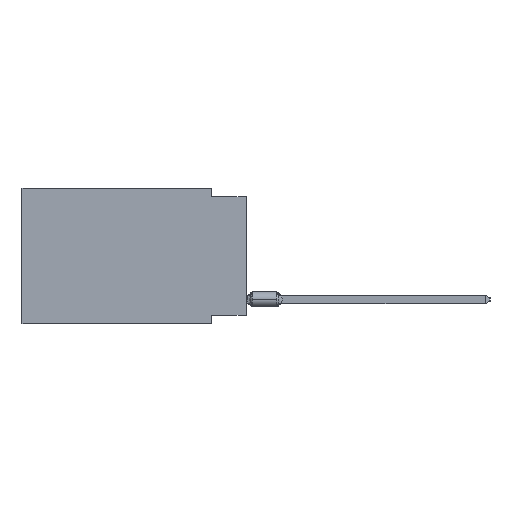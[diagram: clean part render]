
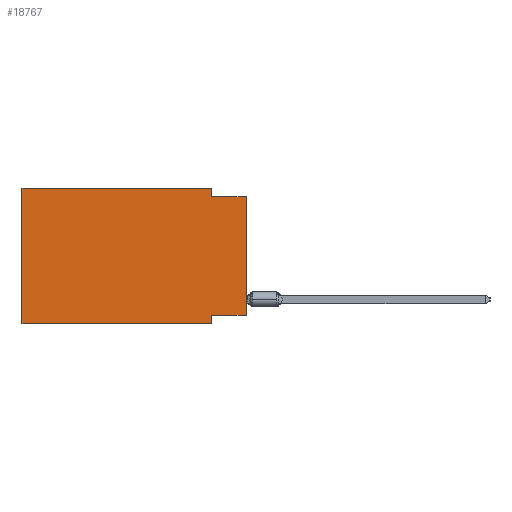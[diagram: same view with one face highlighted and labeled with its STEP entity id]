
A CAD part, left-side view. The second image highlights one B-rep face of the part: STEP entity #18767.
In plain terms, the highlighted planar face has unit normal (-1, 0, 0).
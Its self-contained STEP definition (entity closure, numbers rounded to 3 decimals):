
#67 = CARTESIAN_POINT ( 'NONE',  ( 0., 2.54, 0. ) ) ;
#323 = DIRECTION ( 'NONE',  ( 0., 0., -1. ) ) ;
#4957 = CARTESIAN_POINT ( 'NONE',  ( 0., 0., -9.271 ) ) ;
#5101 = ORIENTED_EDGE ( 'NONE', *, *, #5754, .F. ) ;
#5665 = DIRECTION ( 'NONE',  ( 0., -1., 0. ) ) ;
#5729 = CARTESIAN_POINT ( 'NONE',  ( 0., 16.383, 0. ) ) ;
#5754 = EDGE_CURVE ( 'NONE', #49862, #9258, #22843, .T. ) ;
#7080 = DIRECTION ( 'NONE',  ( 0., 0., 1. ) ) ;
#7949 = LINE ( 'NONE', #23738, #38077 ) ;
#8289 = VECTOR ( 'NONE', #38632, 1000. ) ;
#9258 = VERTEX_POINT ( 'NONE', #37562 ) ;
#9826 = DIRECTION ( 'NONE',  ( 0., -1., 0. ) ) ;
#10031 = VERTEX_POINT ( 'NONE', #36901 ) ;
#10962 = CARTESIAN_POINT ( 'NONE',  ( 0., 0., 0. ) ) ;
#11601 = CARTESIAN_POINT ( 'NONE',  ( 0., 2.54, -9.906 ) ) ;
#12868 = FACE_OUTER_BOUND ( 'NONE', #30581, .T. ) ;
#14575 = EDGE_CURVE ( 'NONE', #23809, #10031, #41902, .T. ) ;
#15316 = CARTESIAN_POINT ( 'NONE',  ( 0., 16.383, 0. ) ) ;
#15793 = VERTEX_POINT ( 'NONE', #11601 ) ;
#16675 = ORIENTED_EDGE ( 'NONE', *, *, #14575, .F. ) ;
#17271 = DIRECTION ( 'NONE',  ( 0., 0., -1. ) ) ;
#18524 = EDGE_CURVE ( 'NONE', #49862, #15793, #30017, .T. ) ;
#18767 = ADVANCED_FACE ( 'NONE', ( #12868 ), #40577, .F. ) ;
#20116 = DIRECTION ( 'NONE',  ( 1., 0., 0. ) ) ;
#20551 = ORIENTED_EDGE ( 'NONE', *, *, #45847, .T. ) ;
#20693 = VERTEX_POINT ( 'NONE', #37650 ) ;
#21024 = DIRECTION ( 'NONE',  ( 0., -1., 0. ) ) ;
#21334 = EDGE_CURVE ( 'NONE', #20693, #44748, #24113, .T. ) ;
#21522 = LINE ( 'NONE', #5729, #39196 ) ;
#22843 = LINE ( 'NONE', #15316, #8289 ) ;
#22849 = AXIS2_PLACEMENT_3D ( 'NONE', #28664, #20116, #17271 ) ;
#23738 = CARTESIAN_POINT ( 'NONE',  ( 0., 2.54, -9.906 ) ) ;
#23809 = VERTEX_POINT ( 'NONE', #50854 ) ;
#24113 = LINE ( 'NONE', #4957, #34908 ) ;
#24791 = CARTESIAN_POINT ( 'NONE',  ( 0., 16.383, -9.906 ) ) ;
#24913 = LINE ( 'NONE', #67, #44795 ) ;
#25750 = LINE ( 'NONE', #10962, #32262 ) ;
#25873 = CARTESIAN_POINT ( 'NONE',  ( 0., 0., -0.635 ) ) ;
#26281 = ORIENTED_EDGE ( 'NONE', *, *, #33133, .F. ) ;
#27462 = ORIENTED_EDGE ( 'NONE', *, *, #18524, .T. ) ;
#28664 = CARTESIAN_POINT ( 'NONE',  ( 0., 16.383, 0. ) ) ;
#30017 = LINE ( 'NONE', #45777, #43505 ) ;
#30314 = CARTESIAN_POINT ( 'NONE',  ( 0., 2.54, -9.271 ) ) ;
#30581 = EDGE_LOOP ( 'NONE', ( #20551, #16675, #26281, #41047, #5101, #27462, #40477, #47627 ) ) ;
#32083 = EDGE_CURVE ( 'NONE', #44748, #15793, #7949, .T. ) ;
#32262 = VECTOR ( 'NONE', #7080, 1000. ) ;
#33133 = EDGE_CURVE ( 'NONE', #35266, #23809, #24913, .T. ) ;
#34908 = VECTOR ( 'NONE', #39903, 1000. ) ;
#35266 = VERTEX_POINT ( 'NONE', #44457 ) ;
#36901 = CARTESIAN_POINT ( 'NONE',  ( 0., 0., -0.635 ) ) ;
#37562 = CARTESIAN_POINT ( 'NONE',  ( 0., 16.383, 0. ) ) ;
#37650 = CARTESIAN_POINT ( 'NONE',  ( 0., 0., -9.271 ) ) ;
#38077 = VECTOR ( 'NONE', #39531, 1000. ) ;
#38632 = DIRECTION ( 'NONE',  ( 0., 0., 1. ) ) ;
#39196 = VECTOR ( 'NONE', #21024, 1000. ) ;
#39531 = DIRECTION ( 'NONE',  ( 0., 0., -1. ) ) ;
#39903 = DIRECTION ( 'NONE',  ( 0., 1., 0. ) ) ;
#40477 = ORIENTED_EDGE ( 'NONE', *, *, #32083, .F. ) ;
#40577 = PLANE ( 'NONE',  #22849 ) ;
#41047 = ORIENTED_EDGE ( 'NONE', *, *, #44472, .F. ) ;
#41535 = VECTOR ( 'NONE', #5665, 1000. ) ;
#41902 = LINE ( 'NONE', #25873, #41535 ) ;
#43505 = VECTOR ( 'NONE', #9826, 1000. ) ;
#44457 = CARTESIAN_POINT ( 'NONE',  ( 0., 2.54, 0. ) ) ;
#44472 = EDGE_CURVE ( 'NONE', #9258, #35266, #21522, .T. ) ;
#44748 = VERTEX_POINT ( 'NONE', #30314 ) ;
#44795 = VECTOR ( 'NONE', #323, 1000. ) ;
#45777 = CARTESIAN_POINT ( 'NONE',  ( 0., 16.383, -9.906 ) ) ;
#45847 = EDGE_CURVE ( 'NONE', #20693, #10031, #25750, .T. ) ;
#47627 = ORIENTED_EDGE ( 'NONE', *, *, #21334, .F. ) ;
#49862 = VERTEX_POINT ( 'NONE', #24791 ) ;
#50854 = CARTESIAN_POINT ( 'NONE',  ( 0., 2.54, -0.635 ) ) ;
